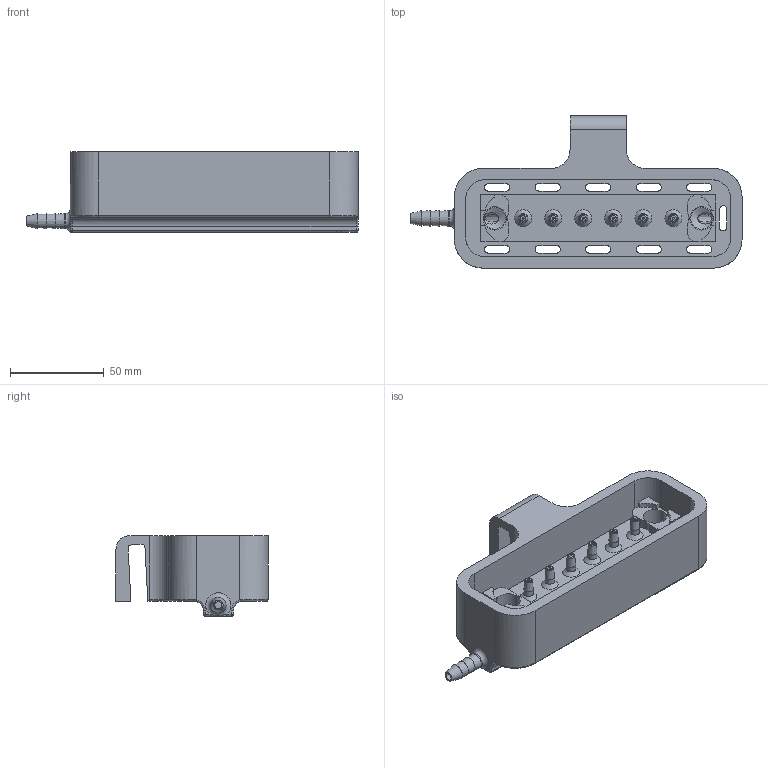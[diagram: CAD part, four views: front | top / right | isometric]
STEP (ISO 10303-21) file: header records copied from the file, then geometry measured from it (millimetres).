
FILE_DESCRIPTION(/* description */ (''),/* implementation_level */ '2;1');
FILE_NAME(/* name */ 'Slide processing Casette washing station.step',/* time_stamp */ '2024-01-20T11:30:06-05:00',/* author */ (''),/* organization */ (''),/* preprocessor_version */ 'ST-DEVELOPER v20',/* originating_system */ 'Autodesk Translation Framework v12.14.0.127',/* authorisation */ '');
FILE_SCHEMA (('AUTOMOTIVE_DESIGN { 1 0 10303 214 3 1 1 }'));
Length unit declared in the file: millimetre
Products named in the file (1): Slide reaction Jig Shower
Bounding box: 176.67 x 81 x 43 mm (x, y, z)
Volume: 190265.5 mm3; surface area: 58936.3 mm2
Topology: 1 solids, 1 shells, 226 faces, 581 edges, 368 vertices
Faces by surface type: cylinder 90, plane 84, cone 19, torus 17, bspline 12, sphere 4
Full cylindrical faces by diameter (mm): 1 x6, 3.835 x1, 5 x6, 8 x1, 8.28 x1, 12.5 x2
Entity records: 7991 total; most frequent: CARTESIAN_POINT 2307, DIRECTION 1202, ORIENTED_EDGE 1154, EDGE_CURVE 577, AXIS2_PLACEMENT_3D 450, VERTEX_POINT 368, LINE 302, VECTOR 302
